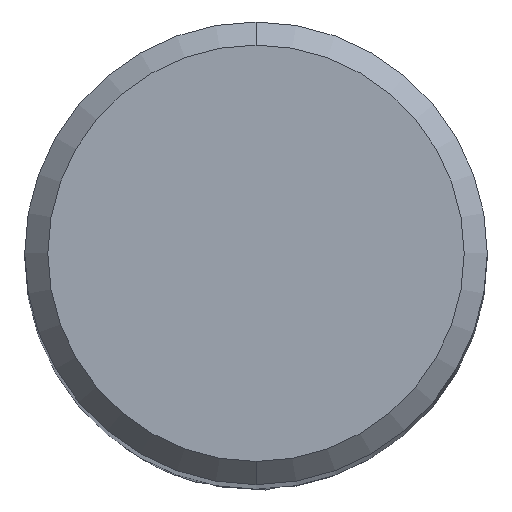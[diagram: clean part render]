
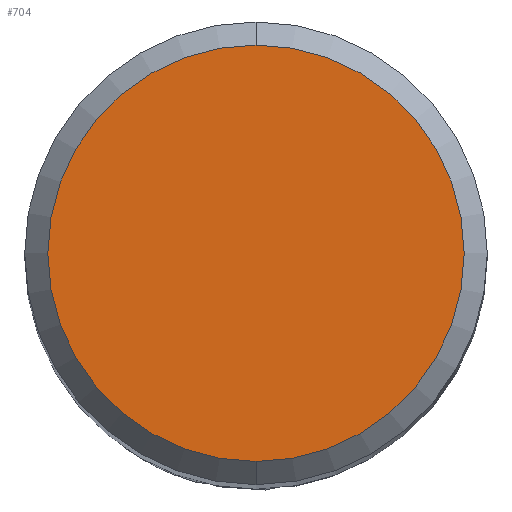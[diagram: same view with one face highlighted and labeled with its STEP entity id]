
A CAD part, top view. The second image highlights one B-rep face of the part: STEP entity #704.
In plain terms, the highlighted planar face has unit normal (0, 0, 1).
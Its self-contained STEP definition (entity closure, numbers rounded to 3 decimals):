
#478=EDGE_CURVE('',#684,#824,#1124,.T.);
#684=VERTEX_POINT('',#1346);
#704=ADVANCED_FACE('',(#1368),#1369,.T.);
#824=VERTEX_POINT('',#1500);
#942=EDGE_CURVE('',#824,#684,#1628,.T.);
#1124=CIRCLE('',#2283,4.5);
#1346=CARTESIAN_POINT('',(0.,-4.5,0.0));
#1368=FACE_OUTER_BOUND('',#4712,.T.);
#1369=PLANE('',#4713);
#1500=CARTESIAN_POINT('',(0.0,4.5,0.0));
#1628=CIRCLE('',#9639,4.5);
#2283=AXIS2_PLACEMENT_3D('',#9829,#9830,#9831);
#4712=EDGE_LOOP('',(#10061,#10062));
#4713=AXIS2_PLACEMENT_3D('',#10063,#10064,#10065);
#9639=AXIS2_PLACEMENT_3D('',#10333,#10334,#10335);
#9829=CARTESIAN_POINT('',(0.0,0.0,0.0));
#9830=DIRECTION('',(0.0,0.0,-1.0));
#9831=DIRECTION('',(0.0,1.0,0.0));
#10061=ORIENTED_EDGE('',*,*,#942,.F.);
#10062=ORIENTED_EDGE('',*,*,#478,.F.);
#10063=CARTESIAN_POINT('',(0.0,2.25,0.0));
#10064=DIRECTION('',(-0.0,0.0,1.0));
#10065=DIRECTION('',(0.0,-1.0,0.0));
#10333=CARTESIAN_POINT('',(0.0,0.0,0.0));
#10334=DIRECTION('',(0.0,0.0,-1.0));
#10335=DIRECTION('',(0.0,1.0,0.0));
